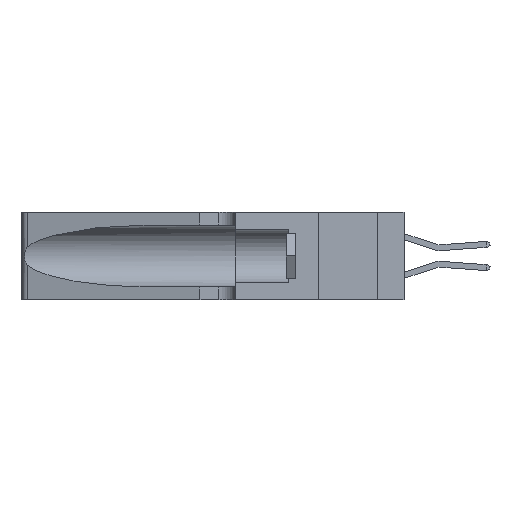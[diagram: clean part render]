
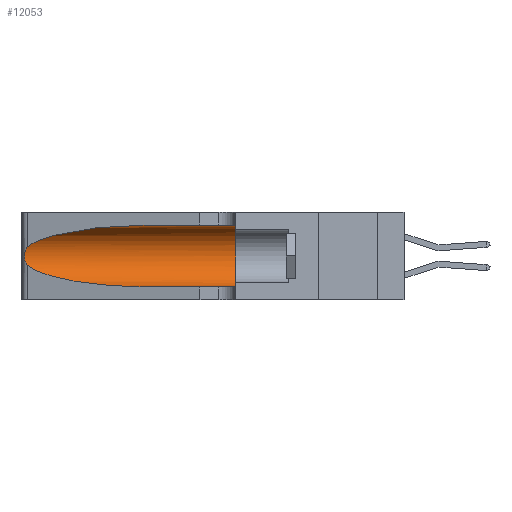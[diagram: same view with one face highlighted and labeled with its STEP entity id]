
A CAD part, left-side view. The second image highlights one B-rep face of the part: STEP entity #12053.
In plain terms, the highlighted cylindrical face has radius 3.308 mm (diameter 6.617 mm), a partial arc.
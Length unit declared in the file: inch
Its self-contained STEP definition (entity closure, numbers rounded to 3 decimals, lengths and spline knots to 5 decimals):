
#493 = CARTESIAN_POINT ( 'NONE',  ( 0.25856, 1.23593, 0.16098 ) ) ;
#2362 = EDGE_CURVE ( 'NONE', #24508, #15985, #5418, .T. ) ;
#2897 = AXIS2_PLACEMENT_3D ( 'NONE', #26841, #5679, #23778 ) ;
#3147 = CARTESIAN_POINT ( 'NONE',  ( 0.1305, 0.72297, 0.31525 ) ) ;
#3652 = CARTESIAN_POINT ( 'NONE',  ( 0.25639, 1.23186, 0.15144 ) ) ;
#4377 = EDGE_CURVE ( 'NONE', #20161, #20866, #22150, .T. ) ;
#5027 = CARTESIAN_POINT ( 'NONE',  ( 0.1305, 1.61858, 0.31525 ) ) ;
#5418 =( BOUNDED_CURVE ( )  B_SPLINE_CURVE ( 3, ( #39003, #5745, #38870, #20915 ),
 .UNSPECIFIED., .F., .T. ) 
 B_SPLINE_CURVE_WITH_KNOTS ( ( 4, 4 ),
 ( 3.44316, 4.71239 ),
 .UNSPECIFIED. ) 
 CURVE ( )  GEOMETRIC_REPRESENTATION_ITEM ( )  RATIONAL_B_SPLINE_CURVE ( ( 1., 0.87, 0.87, 1. ) ) 
 REPRESENTATION_ITEM ( '' )  );
#5603 = CARTESIAN_POINT ( 'NONE',  ( 0.2373, 1.15595, 0.28018 ) ) ;
#5679 = DIRECTION ( 'NONE',  ( 0., -1., 0. ) ) ;
#5745 = CARTESIAN_POINT ( 'NONE',  ( 0.2373, 1.15595, 0.08982 ) ) ;
#6002 = ORIENTED_EDGE ( 'NONE', *, *, #24892, .T. ) ;
#6041 = CYLINDRICAL_SURFACE ( 'NONE', #2897, 0.13025 ) ;
#6744 = CARTESIAN_POINT ( 'NONE',  ( 0.25487, 1.22718, 0.14631 ) ) ;
#6983 = FACE_OUTER_BOUND ( 'NONE', #11123, .T. ) ;
#7418 = B_SPLINE_CURVE_WITH_KNOTS ( 'NONE', 3,
 ( #18589, #36742, #9648, #30790, #12681, #33822, #15691, #36866, #18727, #493, #21800, #3652, #24840, #6744 ),
 .UNSPECIFIED., .F., .F.,
 ( 4, 2, 2, 2, 2, 2, 4 ),
 ( 0., 0.00027, 0.00053, 0.00107, 0.0016, 0.00187, 0.00214 ),
 .UNSPECIFIED. ) ;
#7601 =( BOUNDED_CURVE ( )  B_SPLINE_CURVE ( 3, ( #17720, #26763, #5603, #20779 ),
 .UNSPECIFIED., .F., .T. ) 
 B_SPLINE_CURVE_WITH_KNOTS ( ( 4, 4 ),
 ( 1.5708, 2.84003 ),
 .UNSPECIFIED. ) 
 CURVE ( )  GEOMETRIC_REPRESENTATION_ITEM ( )  RATIONAL_B_SPLINE_CURVE ( ( 1., 0.87, 0.87, 1. ) ) 
 REPRESENTATION_ITEM ( '' )  );
#7701 = VECTOR ( 'NONE', #13356, 39.37008 ) ;
#8076 = ORIENTED_EDGE ( 'NONE', *, *, #2362, .T. ) ;
#9620 = CARTESIAN_POINT ( 'NONE',  ( 0.1305, 0.35, 0.31525 ) ) ;
#9648 = CARTESIAN_POINT ( 'NONE',  ( 0.25639, 1.23184, 0.21858 ) ) ;
#9984 = CARTESIAN_POINT ( 'NONE',  ( 0.25487, 1.22718, 0.14631 ) ) ;
#10332 = CARTESIAN_POINT ( 'NONE',  ( 0.1305, 1.61858, 0.05475 ) ) ;
#11123 = EDGE_LOOP ( 'NONE', ( #6002, #15959, #8076, #16676, #33942, #12100 ) ) ;
#12053 = ADVANCED_FACE ( 'NONE', ( #6983 ), #6041, .F. ) ;
#12100 = ORIENTED_EDGE ( 'NONE', *, *, #25437, .F. ) ;
#12681 = CARTESIAN_POINT ( 'NONE',  ( 0.25854, 1.2359, 0.20912 ) ) ;
#13356 = DIRECTION ( 'NONE',  ( 0., -1., 0. ) ) ;
#14666 = EDGE_CURVE ( 'NONE', #15985, #20866, #23772, .T. ) ;
#15096 = CARTESIAN_POINT ( 'NONE',  ( 0.1305, 0.35, 0.185 ) ) ;
#15691 = CARTESIAN_POINT ( 'NONE',  ( 0.26075, 1.23896, 0.19203 ) ) ;
#15959 = ORIENTED_EDGE ( 'NONE', *, *, #30853, .T. ) ;
#15985 = VERTEX_POINT ( 'NONE', #34823 ) ;
#16480 = CARTESIAN_POINT ( 'NONE',  ( 0.25487, 1.22718, 0.22369 ) ) ;
#16676 = ORIENTED_EDGE ( 'NONE', *, *, #14666, .T. ) ;
#17720 = CARTESIAN_POINT ( 'NONE',  ( 0.1305, 0.72297, 0.31525 ) ) ;
#18124 = DIRECTION ( 'NONE',  ( 0., 0., 1. ) ) ;
#18589 = CARTESIAN_POINT ( 'NONE',  ( 0.25487, 1.22718, 0.22369 ) ) ;
#18727 = CARTESIAN_POINT ( 'NONE',  ( 0.26017, 1.23833, 0.17102 ) ) ;
#20161 = VERTEX_POINT ( 'NONE', #9620 ) ;
#20779 = CARTESIAN_POINT ( 'NONE',  ( 0.25487, 1.22718, 0.22369 ) ) ;
#20866 = VERTEX_POINT ( 'NONE', #36680 ) ;
#20915 = CARTESIAN_POINT ( 'NONE',  ( 0.1305, 0.72297, 0.05475 ) ) ;
#21800 = CARTESIAN_POINT ( 'NONE',  ( 0.25789, 1.23486, 0.15765 ) ) ;
#22150 = CIRCLE ( 'NONE', #33699, 0.13025 ) ;
#23129 = DIRECTION ( 'NONE',  ( 0., -1., 0. ) ) ;
#23772 = LINE ( 'NONE', #10332, #7701 ) ;
#23778 = DIRECTION ( 'NONE',  ( 0., 0., -1. ) ) ;
#24508 = VERTEX_POINT ( 'NONE', #9984 ) ;
#24840 = CARTESIAN_POINT ( 'NONE',  ( 0.25555, 1.22993, 0.14849 ) ) ;
#24892 = EDGE_CURVE ( 'NONE', #26596, #37123, #7601, .T. ) ;
#25437 = EDGE_CURVE ( 'NONE', #26596, #20161, #31514, .T. ) ;
#26596 = VERTEX_POINT ( 'NONE', #3147 ) ;
#26763 = CARTESIAN_POINT ( 'NONE',  ( 0.18966, 0.96281, 0.31525 ) ) ;
#26841 = CARTESIAN_POINT ( 'NONE',  ( 0.1305, 1.61858, 0.185 ) ) ;
#29609 = VECTOR ( 'NONE', #23129, 39.37008 ) ;
#30790 = CARTESIAN_POINT ( 'NONE',  ( 0.25787, 1.23484, 0.2124 ) ) ;
#30853 = EDGE_CURVE ( 'NONE', #37123, #24508, #7418, .T. ) ;
#31514 = LINE ( 'NONE', #5027, #29609 ) ;
#33699 = AXIS2_PLACEMENT_3D ( 'NONE', #15096, #36275, #18124 ) ;
#33822 = CARTESIAN_POINT ( 'NONE',  ( 0.26018, 1.23835, 0.19895 ) ) ;
#33942 = ORIENTED_EDGE ( 'NONE', *, *, #4377, .F. ) ;
#34823 = CARTESIAN_POINT ( 'NONE',  ( 0.1305, 0.72297, 0.05475 ) ) ;
#36275 = DIRECTION ( 'NONE',  ( 0., 1., 0. ) ) ;
#36680 = CARTESIAN_POINT ( 'NONE',  ( 0.1305, 0.35, 0.05475 ) ) ;
#36742 = CARTESIAN_POINT ( 'NONE',  ( 0.25555, 1.22994, 0.2215 ) ) ;
#36866 = CARTESIAN_POINT ( 'NONE',  ( 0.26075, 1.23896, 0.178 ) ) ;
#37123 = VERTEX_POINT ( 'NONE', #16480 ) ;
#38870 = CARTESIAN_POINT ( 'NONE',  ( 0.18966, 0.96281, 0.05475 ) ) ;
#39003 = CARTESIAN_POINT ( 'NONE',  ( 0.25487, 1.22718, 0.14631 ) ) ;
